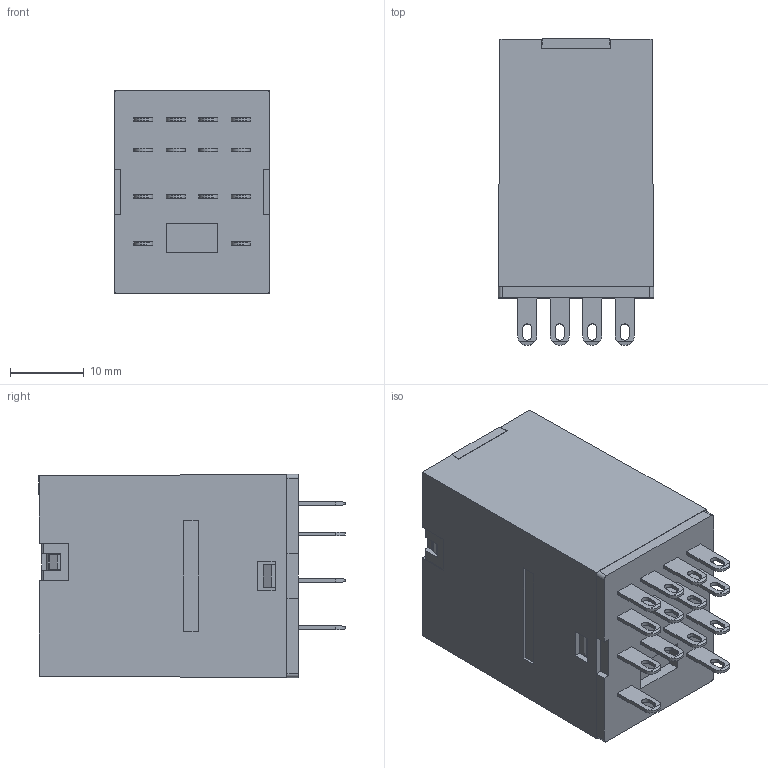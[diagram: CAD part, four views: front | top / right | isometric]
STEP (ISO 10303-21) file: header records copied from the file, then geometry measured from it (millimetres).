
FILE_DESCRIPTION (( 'STEP AP203' ), '1' );
FILE_NAME ('RU[4][42]S-($)-###_rev0.0.STEP', '2021-12-24T07:27:34', ( '' ), ( '' ), 'SwSTEP 2.0', 'SolidWorks 2019', '' );
FILE_SCHEMA (( 'CONFIG_CONTROL_DESIGN' ));
Length unit declared in the file: millimetre
Products named in the file (3): RU[4][42]S-($)-###_rev0.0; RU4S-BASE-UNIT_蹬怮椔; RU-CASE-UNIT_蹬怮椔
Assembly tree (2 placements, depth 2):
  RU[4][42]S-($)-###_rev0.0
    RU4S-BASE-UNIT_蹬怮椔
    RU-CASE-UNIT_蹬怮椔
Bounding box: 21 x 41.5 x 27.5 mm (x, y, z)
Volume: 6310.1 mm3; surface area: 9998.5 mm2
Topology: 4 solids, 4 shells, 341 faces, 944 edges, 628 vertices
Faces by surface type: plane 289, cylinder 52
Entity records: 11163 total; most frequent: CARTESIAN_POINT 2038, ORIENTED_EDGE 1888, DIRECTION 1728, EDGE_CURVE 944, VECTOR 772, LINE 772, VERTEX_POINT 628, AXIS2_PLACEMENT_3D 478
